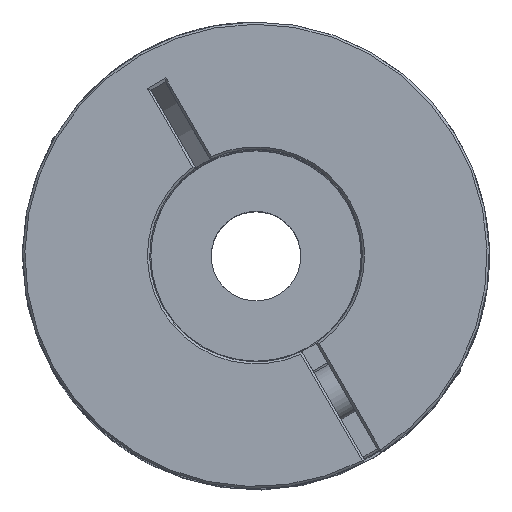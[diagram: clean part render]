
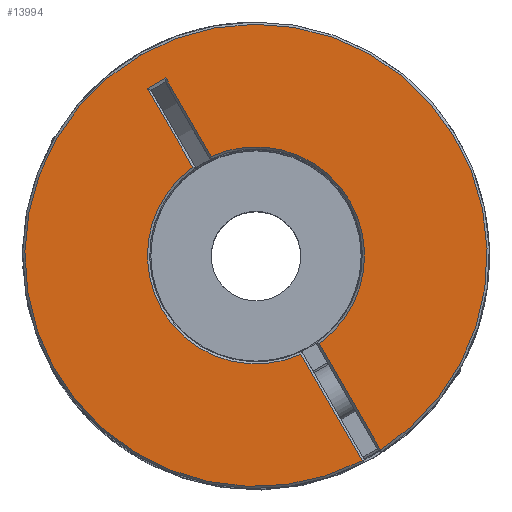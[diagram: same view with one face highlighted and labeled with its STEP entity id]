
A CAD part, top view. The second image highlights one B-rep face of the part: STEP entity #13994.
In plain terms, the highlighted face is planar.
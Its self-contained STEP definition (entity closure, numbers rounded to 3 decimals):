
#1735=PLANE('',#15110);
#2139=VECTOR('',#17397,1.);
#2142=VECTOR('',#17407,1.);
#2146=VECTOR('',#17412,1.);
#2149=VECTOR('',#17418,1.);
#2152=VECTOR('',#17430,1.);
#2610=LINE('',#43401,#2139);
#2613=LINE('',#43420,#2142);
#2617=LINE('',#43429,#2146);
#2620=LINE('',#43441,#2149);
#2623=LINE('',#43456,#2152);
#4072=VERTEX_POINT('',#43092);
#4073=VERTEX_POINT('',#43387);
#4076=VERTEX_POINT('',#43402);
#4078=VERTEX_POINT('',#43410);
#4080=VERTEX_POINT('',#43413);
#4082=VERTEX_POINT('',#43421);
#4083=VERTEX_POINT('',#43422);
#4086=VERTEX_POINT('',#43430);
#4090=VERTEX_POINT('',#43445);
#4092=VERTEX_POINT('',#43448);
#4095=VERTEX_POINT('',#43461);
#4784=CIRCLE('',#15087,9.701);
#4786=CIRCLE('',#15095,9.701);
#4788=CIRCLE('',#15099,20.649);
#4794=CIRCLE('',#15111,9.701);
#4795=CIRCLE('',#15112,20.649);
#4796=CIRCLE('',#15113,9.701);
#6781=EDGE_CURVE('',#4072,#4076,#2610,.F.);
#6785=EDGE_CURVE('',#4078,#4080,#4784,.F.);
#6788=EDGE_CURVE('',#4082,#4083,#2613,.F.);
#6792=EDGE_CURVE('',#4083,#4086,#2617,.F.);
#6797=EDGE_CURVE('',#4080,#4082,#2620,.F.);
#6800=EDGE_CURVE('',#4090,#4092,#4786,.F.);
#6804=EDGE_CURVE('',#4092,#4073,#2623,.F.);
#6807=EDGE_CURVE('',#4095,#4072,#4788,.T.);
#6823=EDGE_CURVE('',#4076,#4078,#4794,.T.);
#6824=EDGE_CURVE('',#4073,#4095,#4795,.F.);
#6825=EDGE_CURVE('',#4086,#4090,#4796,.T.);
#10897=ORIENTED_EDGE('',*,*,#6788,.F.);
#10898=ORIENTED_EDGE('',*,*,#6797,.F.);
#10899=ORIENTED_EDGE('',*,*,#6785,.F.);
#10900=ORIENTED_EDGE('',*,*,#6823,.F.);
#10901=ORIENTED_EDGE('',*,*,#6781,.F.);
#10902=ORIENTED_EDGE('',*,*,#6807,.F.);
#10903=ORIENTED_EDGE('',*,*,#6824,.F.);
#10904=ORIENTED_EDGE('',*,*,#6804,.F.);
#10905=ORIENTED_EDGE('',*,*,#6800,.F.);
#10906=ORIENTED_EDGE('',*,*,#6825,.F.);
#10907=ORIENTED_EDGE('',*,*,#6792,.F.);
#12247=EDGE_LOOP('',(#10897,#10898,#10899,#10900,#10901,#10902,#10903,#10904,
#10905,#10906,#10907));
#13149=FACE_BOUND('',#12247,.T.);
#13994=ADVANCED_FACE('',(#13149),#1735,.F.);
#15087=AXIS2_PLACEMENT_3D('',#43412,#17402,#17403);
#15095=AXIS2_PLACEMENT_3D('',#43447,#17424,#17425);
#15099=AXIS2_PLACEMENT_3D('',#43462,#17435,#17436);
#15110=AXIS2_PLACEMENT_3D('',#43494,#17462,$);
#15111=AXIS2_PLACEMENT_3D('',#43495,#17463,#17464);
#15112=AXIS2_PLACEMENT_3D('',#43496,#17465,#17466);
#15113=AXIS2_PLACEMENT_3D('',#43497,#17467,#17468);
#17397=DIRECTION('',(-1.,0.,0.));
#17402=DIRECTION('',(0.,0.,1.));
#17403=DIRECTION('',(0.,9.701,0.));
#17407=DIRECTION('',(0.,1.,0.));
#17412=DIRECTION('',(1.,0.,0.));
#17418=DIRECTION('',(-1.,0.,0.));
#17424=DIRECTION('',(0.,0.,1.));
#17425=DIRECTION('',(0.,-9.701,0.));
#17430=DIRECTION('',(1.,0.,0.));
#17435=DIRECTION('',(0.,0.,1.));
#17436=DIRECTION('',(20.649,0.,0.));
#17462=DIRECTION('',(0.,0.,1.));
#17463=DIRECTION('',(0.,0.,-1.));
#17464=DIRECTION('',(0.,9.701,0.));
#17465=DIRECTION('',(0.,0.,-1.));
#17466=DIRECTION('',(20.649,0.,0.));
#17467=DIRECTION('',(0.,0.,-1.));
#17468=DIRECTION('',(0.,-9.701,0.));
#43092=CARTESIAN_POINT('',(-20.627,0.951,-0.001));
#43387=CARTESIAN_POINT('',(-20.627,-0.951,-0.001));
#43401=CARTESIAN_POINT('',(-1.047,0.951,-0.001));
#43402=CARTESIAN_POINT('',(-9.654,0.951,-0.001));
#43410=CARTESIAN_POINT('',(0.,9.701,-0.001));
#43412=CARTESIAN_POINT('',(0.,0.,-0.001));
#43413=CARTESIAN_POINT('',(9.654,0.951,-0.001));
#43420=CARTESIAN_POINT('',(17.752,-0.375,-0.001));
#43421=CARTESIAN_POINT('',(17.752,0.951,-0.001));
#43422=CARTESIAN_POINT('',(17.752,-0.951,-0.001));
#43429=CARTESIAN_POINT('',(-1.047,-0.951,-0.001));
#43430=CARTESIAN_POINT('',(9.654,-0.951,-0.001));
#43441=CARTESIAN_POINT('',(-1.047,0.951,-0.001));
#43445=CARTESIAN_POINT('',(0.,-9.701,-0.001));
#43447=CARTESIAN_POINT('',(0.,0.,-0.001));
#43448=CARTESIAN_POINT('',(-9.654,-0.951,-0.001));
#43456=CARTESIAN_POINT('',(0.,-0.951,-0.001));
#43461=CARTESIAN_POINT('',(20.649,0.,-0.001));
#43462=CARTESIAN_POINT('',(0.,0.,-0.001));
#43494=CARTESIAN_POINT('',(0.,0.,-0.001));
#43495=CARTESIAN_POINT('',(0.,0.,-0.001));
#43496=CARTESIAN_POINT('',(0.,0.,-0.001));
#43497=CARTESIAN_POINT('',(0.,0.,-0.001));
